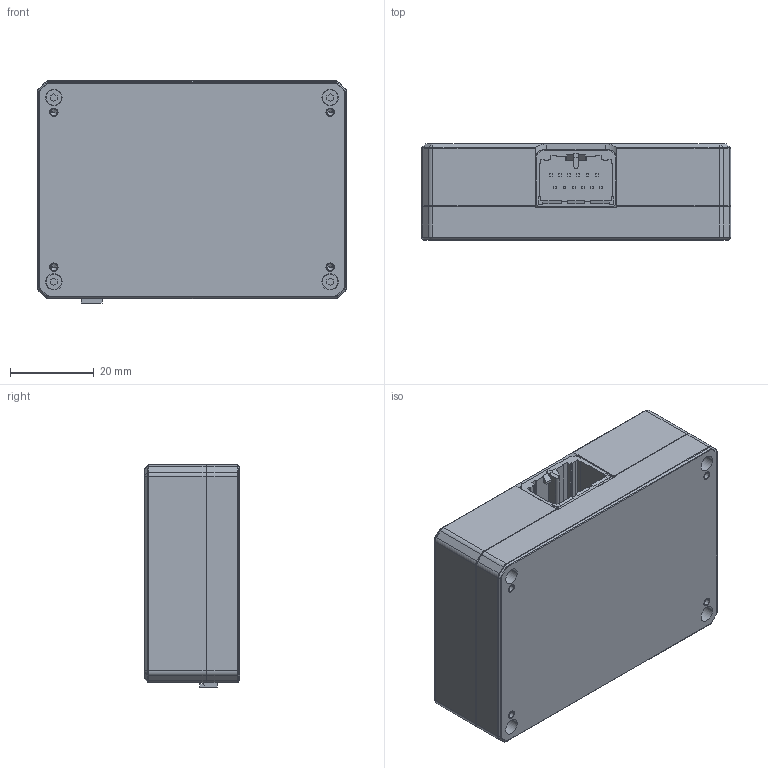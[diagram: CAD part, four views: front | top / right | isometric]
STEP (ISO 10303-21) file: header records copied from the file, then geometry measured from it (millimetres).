
FILE_DESCRIPTION((''),'2;1');
FILE_NAME('ASM0001_ASM','2019-11-11T',('trent.cui'),(''),'CREO PARAMETRIC BY PTC INC, 2015080','CREO PARAMETRIC BY PTC INC, 2015080','');
FILE_SCHEMA(('CONFIG_CONTROL_DESIGN'));
Length unit declared in the file: millimetre
Products named in the file (1): ASM0001_ASM
Bounding box: 74 x 22.9 x 53.1 mm (x, y, z)
Volume: 35114 mm3; surface area: 30899 mm2
Topology: 1 solids, 23 shells, 1466 faces, 4026 edges, 2580 vertices
Faces by surface type: plane 1123, cylinder 261, cone 72, torus 8, sphere 2
Entity records: 54579 total; most frequent: CARTESIAN_POINT 8611, ORIENTED_EDGE 7968, DIRECTION 7488, EDGE_CURVE 4008, VECTOR 3354, LINE 3354, VERTEX_POINT 2580, AXIS2_PLACEMENT_3D 2067
